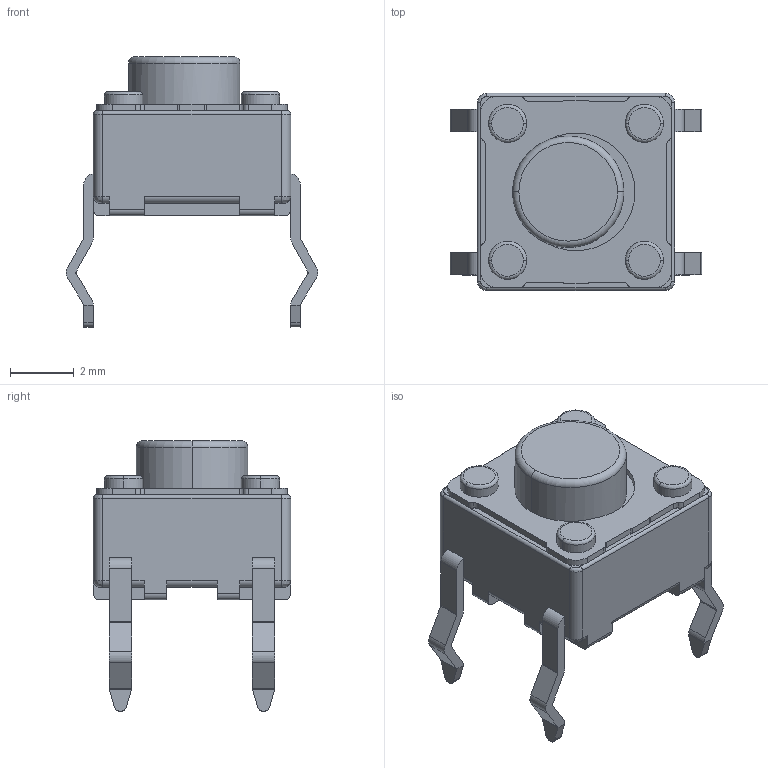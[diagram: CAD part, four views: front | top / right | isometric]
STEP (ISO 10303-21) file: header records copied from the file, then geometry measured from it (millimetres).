
FILE_DESCRIPTION (( 'STEP AP214' ), '1' );
FILE_NAME ('Tactile_Switch.STEP', '2015-05-08T15:17:22', ( '' ), ( '' ), 'SwSTEP 2.0', 'SolidWorks 2015', '' );
FILE_SCHEMA (( 'AUTOMOTIVE_DESIGN' ));
Length unit declared in the file: millimetre
Products named in the file (1): Tactile_Switch
Bounding box: 7.9 x 6.2 x 8.5 mm (x, y, z)
Volume: 141.5 mm3; surface area: 237.4 mm2
Topology: 1 solids, 5 shells, 271 faces, 710 edges, 454 vertices
Faces by surface type: plane 128, cylinder 125, bspline 16, torus 2
Entity records: 9872 total; most frequent: CARTESIAN_POINT 1756, DIRECTION 1462, ORIENTED_EDGE 1420, EDGE_CURVE 710, AXIS2_PLACEMENT_3D 520, VERTEX_POINT 454, LINE 422, VECTOR 422
